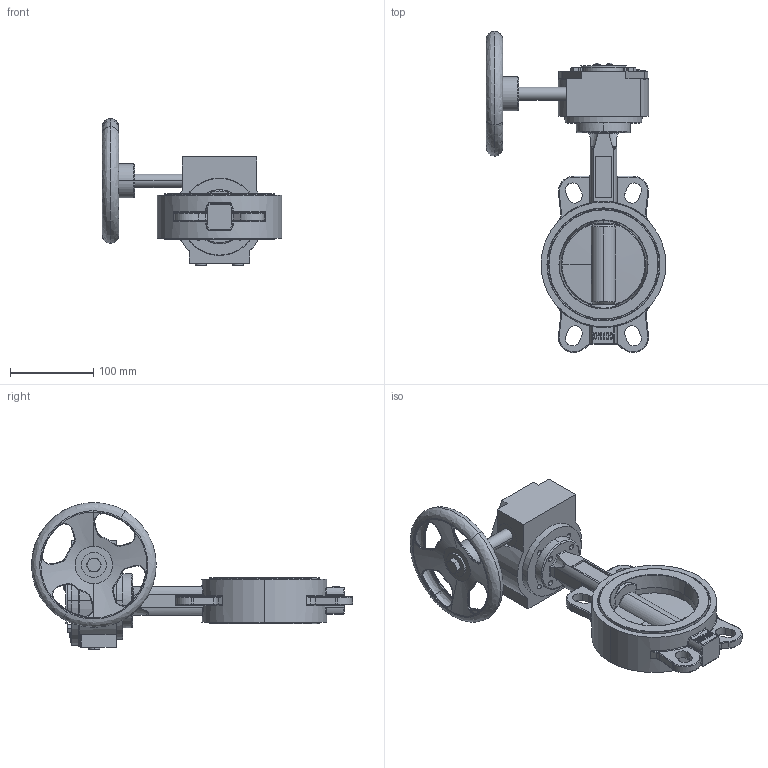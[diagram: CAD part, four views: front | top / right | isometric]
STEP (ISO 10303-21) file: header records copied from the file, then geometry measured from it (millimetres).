
FILE_DESCRIPTION (( 'STEP AP203' ), '1' );
FILE_NAME ('J9_DN100_gear.STEP', '2020-03-03T07:59:30', ( '' ), ( '' ), 'SwSTEP 2.0', 'SolidWorks 2017', '' );
FILE_SCHEMA (( 'CONFIG_CONTROL_DESIGN' ));
Length unit declared in the file: millimetre
Products named in the file (1): J9_DN100_gear
Bounding box: 216.02 x 385.99 x 176.64 mm (x, y, z)
Volume: 1573391.2 mm3; surface area: 216784.3 mm2
Topology: 1 solids, 7 shells, 979 faces, 2454 edges, 1511 vertices
Faces by surface type: plane 300, cylinder 239, bspline 234, cone 116, torus 70, sphere 20
Entity records: 41081 total; most frequent: CARTESIAN_POINT 19312, ORIENTED_EDGE 4832, DIRECTION 4107, EDGE_CURVE 2416, AXIS2_PLACEMENT_3D 1602, VERTEX_POINT 1511, EDGE_LOOP 1065, FACE_OUTER_BOUND 979
